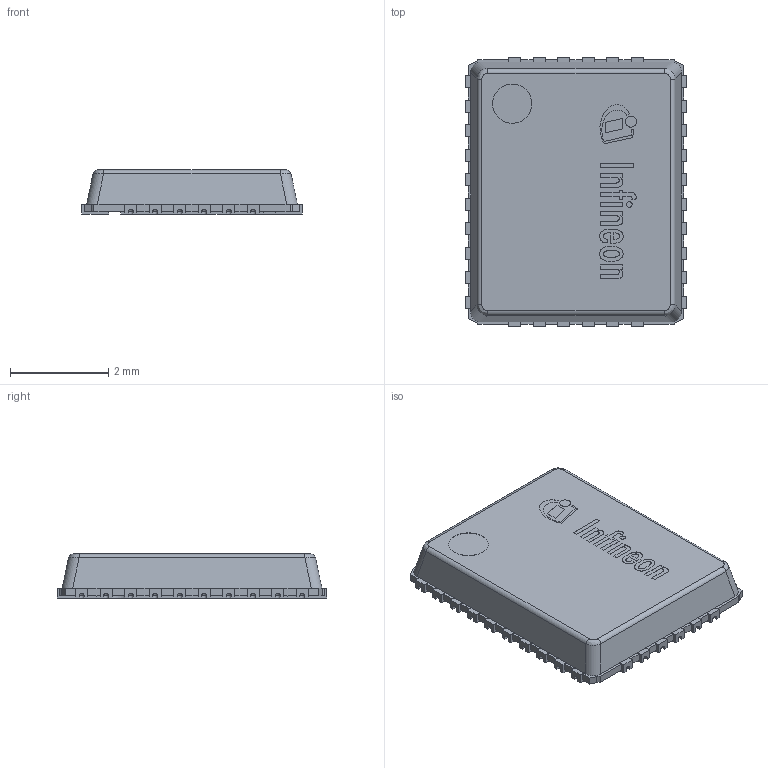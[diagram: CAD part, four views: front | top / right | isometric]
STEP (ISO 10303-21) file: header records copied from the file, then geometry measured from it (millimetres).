
FILE_DESCRIPTION(/* description */ (''),/* implementation_level */ '2;1');
FILE_NAME(/* name */ 'PG-VQFN-32-9_Z8B00162294_V01_3D.stp',/* time_stamp */ '2023-04-27T15:53:21+05:00',/* author */ ('Subramani'),/* organization */ (''),/* preprocessor_version */ 'ST-DEVELOPER v16.13',/* originating_system */ 'AutoCAD Mechanical',/* authorisation */ '');
FILE_SCHEMA (('AUTOMOTIVE_DESIGN { 1 0 10303 214 3 1 1 }'));
Length unit declared in the file: millimetre
Products named in the file (1): Product
Bounding box: 4.5 x 5.5 x 0.9 mm (x, y, z)
Volume: 19.3 mm3; surface area: 129.6 mm2
Topology: 47 solids, 47 shells, 637 faces, 1614 edges, 1012 vertices
Faces by surface type: plane 502, cylinder 83, sphere 32, bspline 20
Full cylindrical faces by diameter (mm): 0.112 x1, 0.227 x1, 0.8 x2
Entity records: 18702 total; most frequent: CARTESIAN_POINT 3724, ORIENTED_EDGE 3100, DIRECTION 2924, EDGE_CURVE 1550, LINE 1348, VECTOR 1348, VERTEX_POINT 1012, AXIS2_PLACEMENT_3D 788
